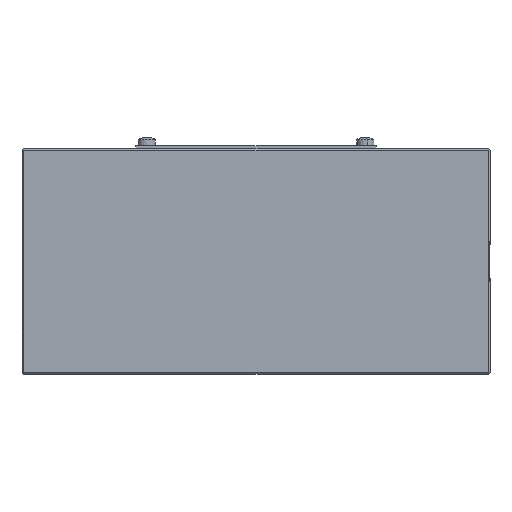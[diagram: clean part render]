
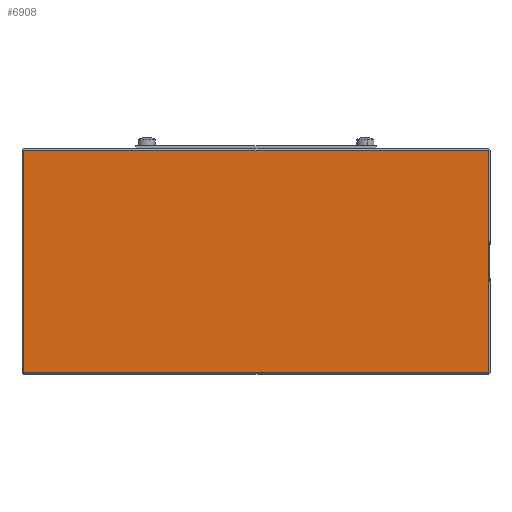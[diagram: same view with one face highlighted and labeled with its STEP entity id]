
A CAD part, front view. The second image highlights one B-rep face of the part: STEP entity #6908.
In plain terms, the highlighted planar face has unit normal (0, -1, 0).
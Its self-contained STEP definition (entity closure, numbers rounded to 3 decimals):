
#996 = DIRECTION ( 'NONE',  ( 0., 0., -1. ) ) ;
#1234 = CARTESIAN_POINT ( 'NONE',  ( 128., 0., -61.5 ) ) ;
#1404 = LINE ( 'NONE', #1234, #7955 ) ;
#1695 = CARTESIAN_POINT ( 'NONE',  ( 0.5, 0., -61.5 ) ) ;
#1750 = CARTESIAN_POINT ( 'NONE',  ( 128., 0., -61.5 ) ) ;
#1779 = CARTESIAN_POINT ( 'NONE',  ( 128., 0., -0.5 ) ) ;
#2044 = VECTOR ( 'NONE', #9149, 1000. ) ;
#2503 = VECTOR ( 'NONE', #5688, 1000. ) ;
#2594 = EDGE_CURVE ( 'NONE', #5895, #6475, #9940, .T. ) ;
#3669 = CARTESIAN_POINT ( 'NONE',  ( 0.5, 0., -0.5 ) ) ;
#4490 = DIRECTION ( 'NONE',  ( 0., 0., -1. ) ) ;
#4519 = CARTESIAN_POINT ( 'NONE',  ( 0.5, 0., -0.5 ) ) ;
#4577 = ORIENTED_EDGE ( 'NONE', *, *, #6659, .T. ) ;
#5113 = VERTEX_POINT ( 'NONE', #1695 ) ;
#5379 = VERTEX_POINT ( 'NONE', #4519 ) ;
#5566 = CARTESIAN_POINT ( 'NONE',  ( 0.5, 0., -61.5 ) ) ;
#5688 = DIRECTION ( 'NONE',  ( 0., 0., 1. ) ) ;
#5778 = EDGE_LOOP ( 'NONE', ( #8491, #4577, #8974, #5908 ) ) ;
#5895 = VERTEX_POINT ( 'NONE', #1750 ) ;
#5908 = ORIENTED_EDGE ( 'NONE', *, *, #7118, .T. ) ;
#6281 = LINE ( 'NONE', #5566, #8907 ) ;
#6475 = VERTEX_POINT ( 'NONE', #1779 ) ;
#6659 = EDGE_CURVE ( 'NONE', #6475, #5379, #8109, .T. ) ;
#6908 = ADVANCED_FACE ( 'NONE', ( #9601 ), #8970, .T. ) ;
#7118 = EDGE_CURVE ( 'NONE', #5113, #5895, #1404, .T. ) ;
#7355 = EDGE_CURVE ( 'NONE', #5379, #5113, #6281, .T. ) ;
#7955 = VECTOR ( 'NONE', #8506, 1000. ) ;
#8109 = LINE ( 'NONE', #3669, #2044 ) ;
#8491 = ORIENTED_EDGE ( 'NONE', *, *, #2594, .T. ) ;
#8506 = DIRECTION ( 'NONE',  ( 1., 0., 0. ) ) ;
#8530 = AXIS2_PLACEMENT_3D ( 'NONE', #8916, #9025, #4490 ) ;
#8907 = VECTOR ( 'NONE', #996, 1000. ) ;
#8916 = CARTESIAN_POINT ( 'NONE',  ( 0., 0., -62. ) ) ;
#8970 = PLANE ( 'NONE',  #8530 ) ;
#8974 = ORIENTED_EDGE ( 'NONE', *, *, #7355, .T. ) ;
#9025 = DIRECTION ( 'NONE',  ( 0., -1., 0. ) ) ;
#9149 = DIRECTION ( 'NONE',  ( -1., 0., 0. ) ) ;
#9601 = FACE_OUTER_BOUND ( 'NONE', #5778, .T. ) ;
#9940 = LINE ( 'NONE', #10973, #2503 ) ;
#10973 = CARTESIAN_POINT ( 'NONE',  ( 128., 0., -0.5 ) ) ;
